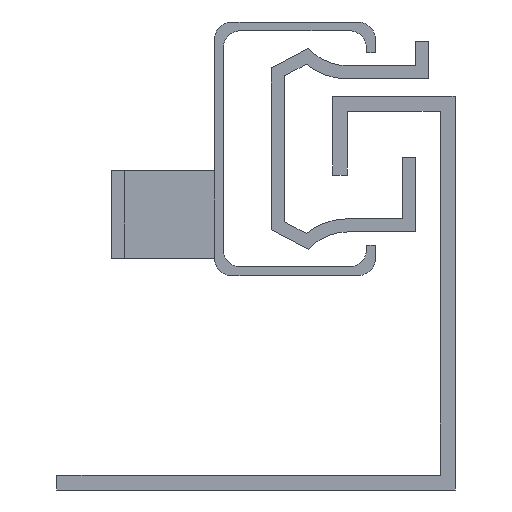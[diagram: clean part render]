
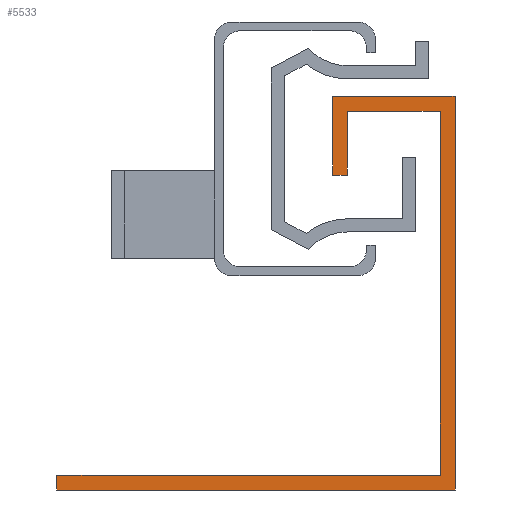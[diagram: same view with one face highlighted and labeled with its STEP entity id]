
A CAD part, left-side view. The second image highlights one B-rep face of the part: STEP entity #5533.
In plain terms, the highlighted planar face has unit normal (-1, 0, 0).
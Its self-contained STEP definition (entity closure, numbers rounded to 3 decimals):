
#198 = EDGE_CURVE ( 'NONE', #2707, #5929, #1336, .T. ) ;
#278 = VECTOR ( 'NONE', #6083, 1000. ) ;
#321 = DIRECTION ( 'NONE',  ( 0., 0., -1. ) ) ;
#424 = ORIENTED_EDGE ( 'NONE', *, *, #3243, .F. ) ;
#431 = EDGE_CURVE ( 'NONE', #1636, #4897, #2939, .T. ) ;
#479 = VECTOR ( 'NONE', #1859, 1000. ) ;
#794 = CARTESIAN_POINT ( 'NONE',  ( 0., 45.5, 0. ) ) ;
#961 = CARTESIAN_POINT ( 'NONE',  ( 0., 14., 45. ) ) ;
#989 = DIRECTION ( 'NONE',  ( 1., 0., 0. ) ) ;
#1073 = VERTEX_POINT ( 'NONE', #2172 ) ;
#1158 = LINE ( 'NONE', #2273, #1558 ) ;
#1336 = LINE ( 'NONE', #5883, #479 ) ;
#1429 = DIRECTION ( 'NONE',  ( 0., 1., 0. ) ) ;
#1447 = EDGE_CURVE ( 'NONE', #6410, #1636, #6557, .T. ) ;
#1558 = VECTOR ( 'NONE', #5748, 1000. ) ;
#1630 = VECTOR ( 'NONE', #1429, 1000. ) ;
#1636 = VERTEX_POINT ( 'NONE', #5855 ) ;
#1701 = LINE ( 'NONE', #1846, #5628 ) ;
#1846 = CARTESIAN_POINT ( 'NONE',  ( 0., 1.7, 1.7 ) ) ;
#1857 = ORIENTED_EDGE ( 'NONE', *, *, #431, .F. ) ;
#1859 = DIRECTION ( 'NONE',  ( 0., 1., 0. ) ) ;
#2020 = CARTESIAN_POINT ( 'NONE',  ( 0., 0., 0. ) ) ;
#2052 = CARTESIAN_POINT ( 'NONE',  ( 0., 12.3, 43.3 ) ) ;
#2148 = CARTESIAN_POINT ( 'NONE',  ( 0., 14., 36. ) ) ;
#2172 = CARTESIAN_POINT ( 'NONE',  ( 0., 1.7, 1.7 ) ) ;
#2197 = ORIENTED_EDGE ( 'NONE', *, *, #6665, .F. ) ;
#2273 = CARTESIAN_POINT ( 'NONE',  ( 0., 14., 45. ) ) ;
#2288 = CARTESIAN_POINT ( 'NONE',  ( 0., 45.5, 1.7 ) ) ;
#2418 = EDGE_CURVE ( 'NONE', #6605, #2707, #5492, .T. ) ;
#2531 = CARTESIAN_POINT ( 'NONE',  ( 0., 14., 36. ) ) ;
#2558 = VERTEX_POINT ( 'NONE', #5640 ) ;
#2587 = LINE ( 'NONE', #5501, #6609 ) ;
#2707 = VERTEX_POINT ( 'NONE', #4661 ) ;
#2720 = CARTESIAN_POINT ( 'NONE',  ( 0., 0., 0. ) ) ;
#2760 = EDGE_CURVE ( 'NONE', #5929, #3787, #7106, .T. ) ;
#2762 = ORIENTED_EDGE ( 'NONE', *, *, #6095, .F. ) ;
#2852 = CARTESIAN_POINT ( 'NONE',  ( 0., 45.5, 1.7 ) ) ;
#2939 = LINE ( 'NONE', #794, #3873 ) ;
#3020 = ORIENTED_EDGE ( 'NONE', *, *, #198, .F. ) ;
#3110 = VERTEX_POINT ( 'NONE', #5944 ) ;
#3243 = EDGE_CURVE ( 'NONE', #2558, #6605, #6128, .T. ) ;
#3247 = PLANE ( 'NONE',  #3749 ) ;
#3545 = ORIENTED_EDGE ( 'NONE', *, *, #7410, .F. ) ;
#3719 = ORIENTED_EDGE ( 'NONE', *, *, #2760, .F. ) ;
#3749 = AXIS2_PLACEMENT_3D ( 'NONE', #2720, #989, #7309 ) ;
#3787 = VERTEX_POINT ( 'NONE', #961 ) ;
#3873 = VECTOR ( 'NONE', #5881, 1000. ) ;
#3975 = FACE_OUTER_BOUND ( 'NONE', #6717, .T. ) ;
#4154 = DIRECTION ( 'NONE',  ( 0., 0., 1. ) ) ;
#4607 = DIRECTION ( 'NONE',  ( 0., -1., 0. ) ) ;
#4661 = CARTESIAN_POINT ( 'NONE',  ( 0., 12.3, 36. ) ) ;
#4897 = VERTEX_POINT ( 'NONE', #2852 ) ;
#4940 = ORIENTED_EDGE ( 'NONE', *, *, #6478, .F. ) ;
#4976 = CARTESIAN_POINT ( 'NONE',  ( 0., 1.7, 43.3 ) ) ;
#5356 = CARTESIAN_POINT ( 'NONE',  ( 0., 12.3, 43.3 ) ) ;
#5426 = DIRECTION ( 'NONE',  ( 0., 1., 0. ) ) ;
#5446 = DIRECTION ( 'NONE',  ( 0., 0., 1. ) ) ;
#5492 = LINE ( 'NONE', #2052, #278 ) ;
#5501 = CARTESIAN_POINT ( 'NONE',  ( 0., 0., 45. ) ) ;
#5533 = ADVANCED_FACE ( 'NONE', ( #3975 ), #3247, .F. ) ;
#5628 = VECTOR ( 'NONE', #4154, 1000. ) ;
#5640 = CARTESIAN_POINT ( 'NONE',  ( 0., 1.7, 43.3 ) ) ;
#5748 = DIRECTION ( 'NONE',  ( 0., -1., 0. ) ) ;
#5855 = CARTESIAN_POINT ( 'NONE',  ( 0., 45.5, 0. ) ) ;
#5881 = DIRECTION ( 'NONE',  ( 0., 0., 1. ) ) ;
#5883 = CARTESIAN_POINT ( 'NONE',  ( 0., 12.3, 36. ) ) ;
#5929 = VERTEX_POINT ( 'NONE', #2148 ) ;
#5944 = CARTESIAN_POINT ( 'NONE',  ( 0., 0., 45. ) ) ;
#6072 = VECTOR ( 'NONE', #5446, 1000. ) ;
#6083 = DIRECTION ( 'NONE',  ( 0., 0., -1. ) ) ;
#6095 = EDGE_CURVE ( 'NONE', #1073, #2558, #1701, .T. ) ;
#6128 = LINE ( 'NONE', #4976, #1630 ) ;
#6198 = ORIENTED_EDGE ( 'NONE', *, *, #2418, .F. ) ;
#6259 = CARTESIAN_POINT ( 'NONE',  ( 0., 0., 0. ) ) ;
#6410 = VERTEX_POINT ( 'NONE', #6259 ) ;
#6478 = EDGE_CURVE ( 'NONE', #4897, #1073, #7483, .T. ) ;
#6557 = LINE ( 'NONE', #2020, #7028 ) ;
#6605 = VERTEX_POINT ( 'NONE', #5356 ) ;
#6609 = VECTOR ( 'NONE', #321, 1000. ) ;
#6665 = EDGE_CURVE ( 'NONE', #3110, #6410, #2587, .T. ) ;
#6717 = EDGE_LOOP ( 'NONE', ( #3545, #3719, #3020, #6198, #424, #2762, #4940, #1857, #6798, #2197 ) ) ;
#6798 = ORIENTED_EDGE ( 'NONE', *, *, #1447, .F. ) ;
#7028 = VECTOR ( 'NONE', #5426, 1000. ) ;
#7106 = LINE ( 'NONE', #2531, #6072 ) ;
#7211 = VECTOR ( 'NONE', #4607, 1000. ) ;
#7309 = DIRECTION ( 'NONE',  ( 0., 0., -1. ) ) ;
#7410 = EDGE_CURVE ( 'NONE', #3787, #3110, #1158, .T. ) ;
#7483 = LINE ( 'NONE', #2288, #7211 ) ;
